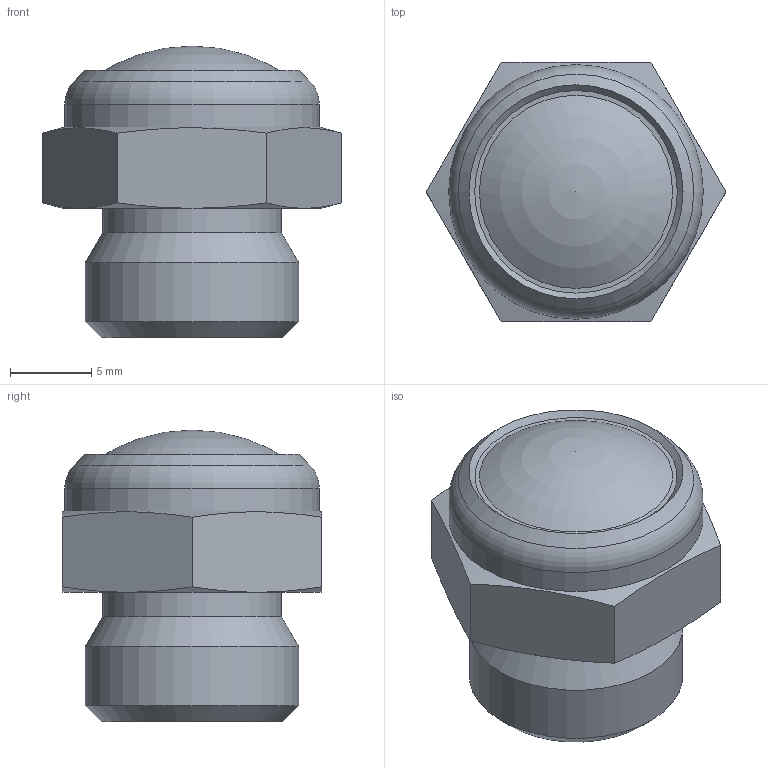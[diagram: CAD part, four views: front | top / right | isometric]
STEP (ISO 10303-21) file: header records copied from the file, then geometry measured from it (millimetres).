
FILE_DESCRIPTION(( 'MV.11X00.14.STP' ), '1');
FILE_NAME( 'MV.11X00.14.STP', '2018-10-03T16:43:00',( 'Sopra'),('sopra-pneumatic.com'), 'SwSTEP 2.0','SolidWorks 2009','' );
FILE_SCHEMA (('AUTOMOTIVE_DESIGN { 1 0 10303 214 1 1 1 1 }'));
Length unit declared in the file: millimetre
Products named in the file (3): Root; 303163; Metallgeflecht
Assembly tree (2 placements, depth 3):
  Root
    303163
      Metallgeflecht
Bounding box: 18.48 x 16 x 18 mm (x, y, z)
Volume: 1840.3 mm3; surface area: 2297.1 mm2
Topology: 2 solids, 2 shells, 38 faces, 80 edges, 48 vertices
Faces by surface type: cone 14, plane 12, cylinder 7, torus 5
Full cylindrical faces by diameter (mm): 8.5 x1, 10.7 x1, 11 x1, 13.157 x1, 14.7 x2, 15.7 x1
Entity records: 1477 total; most frequent: DIRECTION 186, CARTESIAN_POINT 139, PRESENTATION_STYLE_ASSIGNMENT 110, COLOUR_RGB 109, DRAUGHTING_PRE_DEFINED_CURVE_FONT 108, CURVE_STYLE 108, OVER_RIDING_STYLED_ITEM 108, ORIENTED_EDGE 108
